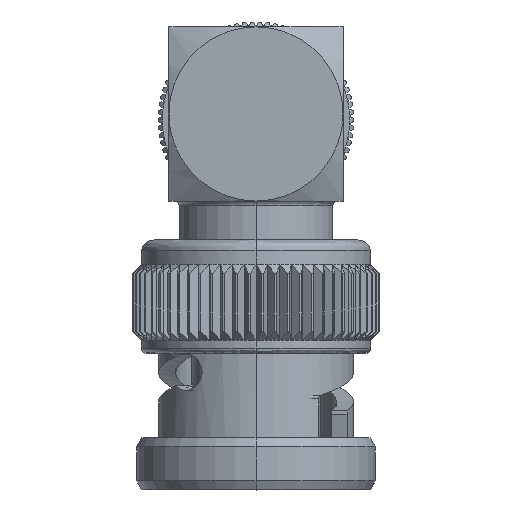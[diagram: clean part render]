
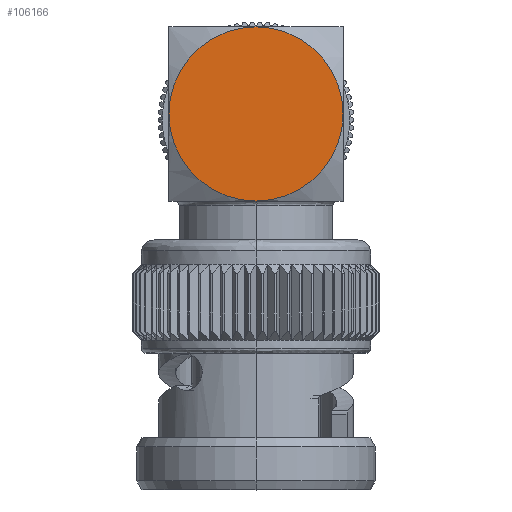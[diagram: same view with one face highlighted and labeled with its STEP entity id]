
A CAD part, top view. The second image highlights one B-rep face of the part: STEP entity #106166.
In plain terms, the highlighted face is planar.
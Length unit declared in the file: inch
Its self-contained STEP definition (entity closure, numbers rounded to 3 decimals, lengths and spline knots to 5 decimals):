
#2621 = VERTEX_POINT ( 'NONE', #29905 ) ;
#5956 = CARTESIAN_POINT ( 'NONE',  ( -0.2, 0.2, 0. ) ) ;
#5993 = ORIENTED_EDGE ( 'NONE', *, *, #128338, .F. ) ;
#11912 = CIRCLE ( 'NONE', #120944, 0.2 ) ;
#17152 = EDGE_CURVE ( 'NONE', #75088, #2621, #11912, .T. ) ;
#27580 = PLANE ( 'NONE',  #51729 ) ;
#29468 = CIRCLE ( 'NONE', #120991, 0.2 ) ;
#29905 = CARTESIAN_POINT ( 'NONE',  ( -0.2, -0.2, 0. ) ) ;
#34301 = DIRECTION ( 'NONE',  ( 1., 0., 0. ) ) ;
#41071 = CIRCLE ( 'NONE', #115348, 0.2 ) ;
#42124 = CARTESIAN_POINT ( 'NONE',  ( -0.2, 0., 0. ) ) ;
#44417 = DIRECTION ( 'NONE',  ( 1., 0., 0. ) ) ;
#51729 = AXIS2_PLACEMENT_3D ( 'NONE', #72610, #73359, #119887 ) ;
#57544 = VERTEX_POINT ( 'NONE', #63003 ) ;
#57987 = DIRECTION ( 'NONE',  ( 0., 0., -1. ) ) ;
#63003 = CARTESIAN_POINT ( 'NONE',  ( -0.2, 0., -0.2 ) ) ;
#72610 = CARTESIAN_POINT ( 'NONE',  ( -0.2, -0.2, 0.2 ) ) ;
#73359 = DIRECTION ( 'NONE',  ( 1., 0., 0. ) ) ;
#75088 = VERTEX_POINT ( 'NONE', #102291 ) ;
#75344 = EDGE_LOOP ( 'NONE', ( #5993, #102132, #116027, #110783 ) ) ;
#75512 = AXIS2_PLACEMENT_3D ( 'NONE', #42124, #44417, #89426 ) ;
#81598 = DIRECTION ( 'NONE',  ( 0., 0., -1. ) ) ;
#89426 = DIRECTION ( 'NONE',  ( 0., 0., -1. ) ) ;
#96122 = VERTEX_POINT ( 'NONE', #5956 ) ;
#97703 = CIRCLE ( 'NONE', #75512, 0.2 ) ;
#102132 = ORIENTED_EDGE ( 'NONE', *, *, #17152, .F. ) ;
#102291 = CARTESIAN_POINT ( 'NONE',  ( -0.2, 0., 0.2 ) ) ;
#102977 = CARTESIAN_POINT ( 'NONE',  ( -0.2, 0., 0. ) ) ;
#103474 = DIRECTION ( 'NONE',  ( 1., 0., 0. ) ) ;
#104719 = EDGE_CURVE ( 'NONE', #96122, #75088, #29468, .T. ) ;
#106166 = ADVANCED_FACE ( 'NONE', ( #133801 ), #27580, .F. ) ;
#110783 = ORIENTED_EDGE ( 'NONE', *, *, #130771, .F. ) ;
#114622 = DIRECTION ( 'NONE',  ( 1., 0., 0. ) ) ;
#115348 = AXIS2_PLACEMENT_3D ( 'NONE', #102977, #114622, #57987 ) ;
#116027 = ORIENTED_EDGE ( 'NONE', *, *, #104719, .F. ) ;
#119887 = DIRECTION ( 'NONE',  ( 0., 0., -1. ) ) ;
#120944 = AXIS2_PLACEMENT_3D ( 'NONE', #140491, #34301, #81598 ) ;
#120991 = AXIS2_PLACEMENT_3D ( 'NONE', #138358, #103474, #150016 ) ;
#128338 = EDGE_CURVE ( 'NONE', #2621, #57544, #41071, .T. ) ;
#130771 = EDGE_CURVE ( 'NONE', #57544, #96122, #97703, .T. ) ;
#133801 = FACE_OUTER_BOUND ( 'NONE', #75344, .T. ) ;
#138358 = CARTESIAN_POINT ( 'NONE',  ( -0.2, 0., 0. ) ) ;
#140491 = CARTESIAN_POINT ( 'NONE',  ( -0.2, 0., 0. ) ) ;
#150016 = DIRECTION ( 'NONE',  ( 0., 0., -1. ) ) ;
